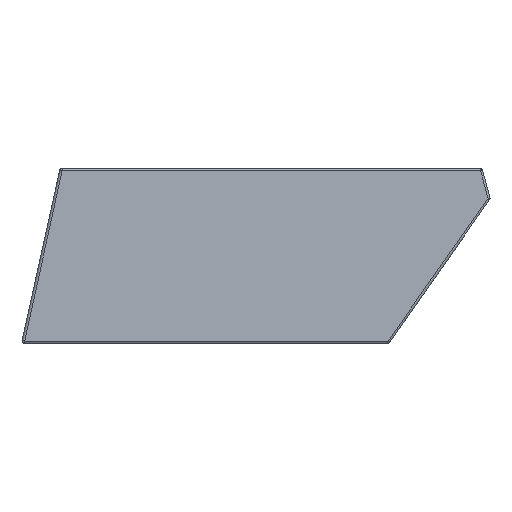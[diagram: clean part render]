
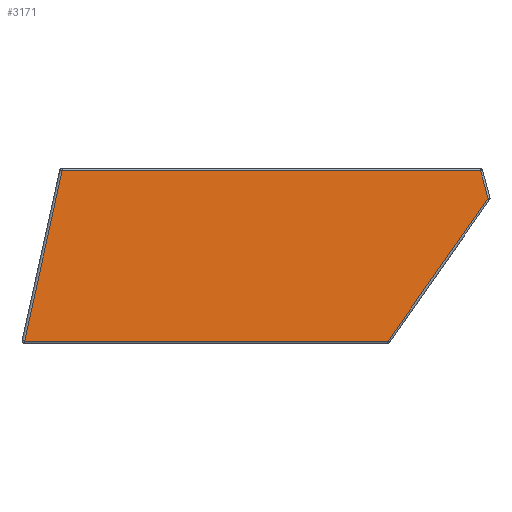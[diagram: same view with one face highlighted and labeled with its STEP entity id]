
A CAD part, front view. The second image highlights one B-rep face of the part: STEP entity #3171.
In plain terms, the highlighted planar face has unit normal (0.123, -0.992, 0).
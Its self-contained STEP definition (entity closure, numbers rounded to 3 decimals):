
#94=PLANE('',#3575);
#409=FACE_OUTER_BOUND('',#611,.T.);
#611=EDGE_LOOP('',(#2703,#2704,#2705,#2706,#2707));
#864=LINE('',#6035,#1104);
#867=LINE('',#6039,#1107);
#885=LINE('',#6088,#1125);
#887=LINE('',#6091,#1127);
#889=LINE('',#6094,#1129);
#1104=VECTOR('',#4269,10.);
#1107=VECTOR('',#4274,10.);
#1125=VECTOR('',#4338,10.);
#1127=VECTOR('',#4342,10.);
#1129=VECTOR('',#4346,10.);
#1448=VERTEX_POINT('',#5938);
#1457=VERTEX_POINT('',#5985);
#1458=VERTEX_POINT('',#5989);
#1463=VERTEX_POINT('',#6007);
#1472=VERTEX_POINT('',#6031);
#1828=EDGE_CURVE('',#1463,#1472,#864,.T.);
#1831=EDGE_CURVE('',#1472,#1458,#867,.T.);
#1858=EDGE_CURVE('',#1448,#1463,#885,.T.);
#1860=EDGE_CURVE('',#1458,#1457,#887,.T.);
#1862=EDGE_CURVE('',#1457,#1448,#889,.T.);
#2703=ORIENTED_EDGE('',*,*,#1828,.F.);
#2704=ORIENTED_EDGE('',*,*,#1858,.F.);
#2705=ORIENTED_EDGE('',*,*,#1862,.F.);
#2706=ORIENTED_EDGE('',*,*,#1860,.F.);
#2707=ORIENTED_EDGE('',*,*,#1831,.F.);
#3171=ADVANCED_FACE('',(#409),#94,.T.);
#3575=AXIS2_PLACEMENT_3D('',#6251,#4551,#4552);
#4269=DIRECTION('',(-0.992,-0.123,0.));
#4274=DIRECTION('',(0.216,0.027,0.976));
#4338=DIRECTION('',(-0.573,-0.071,-0.816));
#4342=DIRECTION('',(0.992,0.123,0.));
#4346=DIRECTION('',(0.254,0.032,-0.967));
#4551=DIRECTION('center_axis',(0.123,-0.992,0.));
#4552=DIRECTION('ref_axis',(0.,0.,-1.));
#5938=CARTESIAN_POINT('',(184.134,22.892,57.175));
#5985=CARTESIAN_POINT('',(181.259,22.535,68.1));
#5989=CARTESIAN_POINT('',(16.086,2.,68.1));
#6007=CARTESIAN_POINT('',(144.643,17.983,0.9));
#6031=CARTESIAN_POINT('',(1.232,0.153,0.9));
#6035=CARTESIAN_POINT('',(154.302,19.183,0.9));
#6039=CARTESIAN_POINT('',(4.955,0.616,17.745));
#6088=CARTESIAN_POINT('',(167.239,20.792,33.099));
#6091=CARTESIAN_POINT('',(123.8,15.391,68.1));
#6094=CARTESIAN_POINT('',(190.499,23.684,32.991));
#6251=CARTESIAN_POINT('Origin',(145.,18.027,0.));
